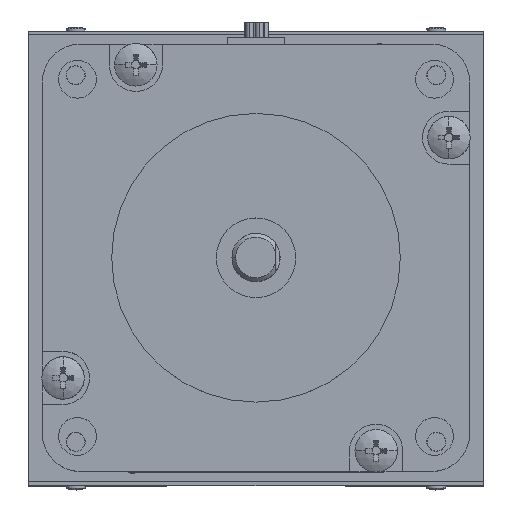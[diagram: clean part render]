
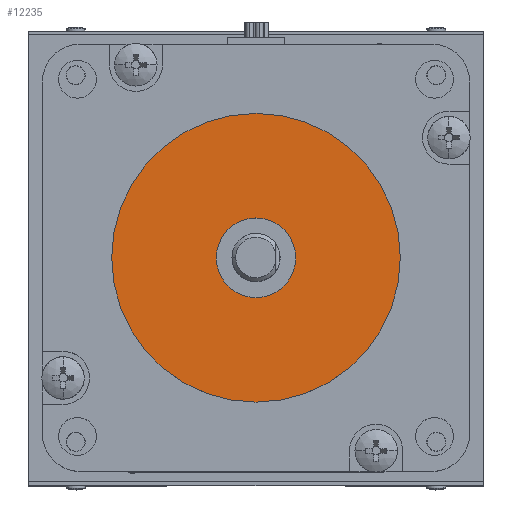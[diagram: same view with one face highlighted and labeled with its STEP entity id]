
A CAD part, top view. The second image highlights one B-rep face of the part: STEP entity #12235.
In plain terms, the highlighted planar face has unit normal (0, 0, 1).
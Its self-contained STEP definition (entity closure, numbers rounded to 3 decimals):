
#194 = CIRCLE ( 'NONE', #12133, 19.05 ) ;
#824 = DIRECTION ( 'NONE',  ( 0., 0., 1. ) ) ;
#1594 = EDGE_LOOP ( 'NONE', ( #23699, #17632 ) ) ;
#2055 = VERTEX_POINT ( 'NONE', #19561 ) ;
#3660 = EDGE_CURVE ( 'NONE', #6138, #12785, #9051, .T. ) ;
#4561 = PLANE ( 'NONE',  #12368 ) ;
#5147 = CARTESIAN_POINT ( 'NONE',  ( 0., 0., 52.6 ) ) ;
#5693 = CARTESIAN_POINT ( 'NONE',  ( 0., 0., 52.6 ) ) ;
#6138 = VERTEX_POINT ( 'NONE', #15864 ) ;
#6933 = DIRECTION ( 'NONE',  ( 0., 0., -1. ) ) ;
#7343 = EDGE_CURVE ( 'NONE', #12785, #6138, #20099, .T. ) ;
#7748 = AXIS2_PLACEMENT_3D ( 'NONE', #12121, #8250, #21128 ) ;
#8250 = DIRECTION ( 'NONE',  ( 0., 0., -1. ) ) ;
#9051 = CIRCLE ( 'NONE', #25052, 5.25 ) ;
#9208 = CARTESIAN_POINT ( 'NONE',  ( 5.25, 0., 52.6 ) ) ;
#9232 = DIRECTION ( 'NONE',  ( 1., 0., 0. ) ) ;
#9304 = DIRECTION ( 'NONE',  ( 1., 0., 0. ) ) ;
#9704 = ORIENTED_EDGE ( 'NONE', *, *, #16156, .F. ) ;
#9993 = DIRECTION ( 'NONE',  ( 0., 0., -1. ) ) ;
#10454 = FACE_OUTER_BOUND ( 'NONE', #22024, .T. ) ;
#12121 = CARTESIAN_POINT ( 'NONE',  ( 0., 0., 52.6 ) ) ;
#12133 = AXIS2_PLACEMENT_3D ( 'NONE', #15253, #6933, #9232 ) ;
#12235 = ADVANCED_FACE ( 'NONE', ( #24209, #10454 ), #4561, .T. ) ;
#12368 = AXIS2_PLACEMENT_3D ( 'NONE', #17796, #824, #9304 ) ;
#12785 = VERTEX_POINT ( 'NONE', #9208 ) ;
#13907 = DIRECTION ( 'NONE',  ( 0., 0., -1. ) ) ;
#14459 = DIRECTION ( 'NONE',  ( 1., 0., 0. ) ) ;
#15253 = CARTESIAN_POINT ( 'NONE',  ( 0., 0., 52.6 ) ) ;
#15390 = ORIENTED_EDGE ( 'NONE', *, *, #18786, .F. ) ;
#15864 = CARTESIAN_POINT ( 'NONE',  ( -5.25, 0., 52.6 ) ) ;
#16156 = EDGE_CURVE ( 'NONE', #28293, #2055, #194, .T. ) ;
#16609 = AXIS2_PLACEMENT_3D ( 'NONE', #5693, #9993, #14459 ) ;
#17632 = ORIENTED_EDGE ( 'NONE', *, *, #7343, .T. ) ;
#17796 = CARTESIAN_POINT ( 'NONE',  ( 0., 0., 52.6 ) ) ;
#18786 = EDGE_CURVE ( 'NONE', #2055, #28293, #26176, .T. ) ;
#19561 = CARTESIAN_POINT ( 'NONE',  ( -19.05, 0., 52.6 ) ) ;
#20099 = CIRCLE ( 'NONE', #7748, 5.25 ) ;
#21128 = DIRECTION ( 'NONE',  ( -1., 0., 0. ) ) ;
#22024 = EDGE_LOOP ( 'NONE', ( #9704, #15390 ) ) ;
#23699 = ORIENTED_EDGE ( 'NONE', *, *, #3660, .T. ) ;
#24209 = FACE_BOUND ( 'NONE', #1594, .T. ) ;
#25052 = AXIS2_PLACEMENT_3D ( 'NONE', #5147, #13907, #27063 ) ;
#25066 = CARTESIAN_POINT ( 'NONE',  ( 19.05, 0., 52.6 ) ) ;
#26176 = CIRCLE ( 'NONE', #16609, 19.05 ) ;
#27063 = DIRECTION ( 'NONE',  ( -1., 0., 0. ) ) ;
#28293 = VERTEX_POINT ( 'NONE', #25066 ) ;
